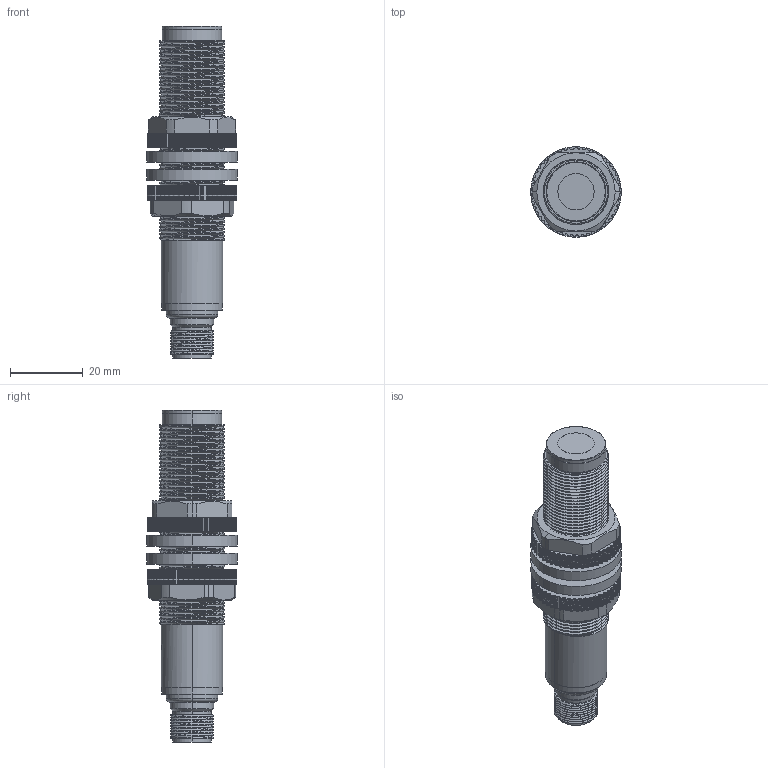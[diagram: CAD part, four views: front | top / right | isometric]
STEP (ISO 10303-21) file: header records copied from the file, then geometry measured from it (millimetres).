
FILE_DESCRIPTION (( 'STEP AP203' ), '1' );
FILE_NAME ('MC18.STEP', '2016-06-30T08:56:06', ( '' ), ( '' ), 'SwSTEP 2.0', 'SolidWorks 2013', '' );
FILE_SCHEMA (( 'CONFIG_CONTROL_DESIGN' ));
Length unit declared in the file: millimetre
Products named in the file (1): MC18
Bounding box: 25 x 25 x 91.5 mm (x, y, z)
Volume: 22155.7 mm3; surface area: 14928.5 mm2
Topology: 5 solids, 6 shells, 1218 faces, 3481 edges, 2295 vertices
Faces by surface type: cylinder 885, plane 313, cone 8, torus 8, bspline 4
Entity records: 45597 total; most frequent: CARTESIAN_POINT 12908, DIRECTION 7291, ORIENTED_EDGE 6962, EDGE_CURVE 3481, AXIS2_PLACEMENT_3D 2872, VERTEX_POINT 2295, CIRCLE 1657, LINE 1547
